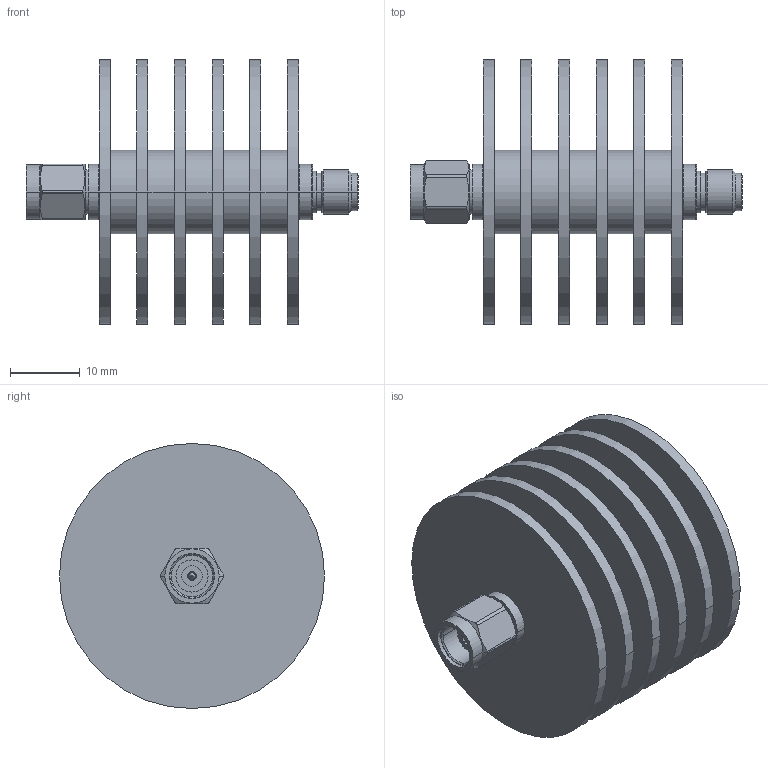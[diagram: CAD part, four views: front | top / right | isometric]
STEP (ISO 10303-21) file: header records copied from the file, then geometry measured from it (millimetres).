
FILE_DESCRIPTION (( 'STEP AP214' ), '1' );
FILE_NAME ('FMAT7512-40_3D.step', '2025-03-04T21:56:55', ( '' ), ( '' ), 'SwSTEP 2.0', 'SolidWorks 2022', '' );
FILE_SCHEMA (( 'AUTOMOTIVE_DESIGN' ));
Length unit declared in the file: millimetre
Products named in the file (1): FMAT7512-40_3D
Bounding box: 47.6 x 38 x 38 mm (x, y, z)
Volume: 13684.2 mm3; surface area: 15183 mm2
Topology: 1 solids, 1 shells, 116 faces, 243 edges, 156 vertices
Faces by surface type: cylinder 65, plane 35, cone 12, torus 4
Entity records: 3269 total; most frequent: CARTESIAN_POINT 672, DIRECTION 581, ORIENTED_EDGE 486, AXIS2_PLACEMENT_3D 249, EDGE_CURVE 243, VERTEX_POINT 156, EDGE_LOOP 143, CIRCLE 132
